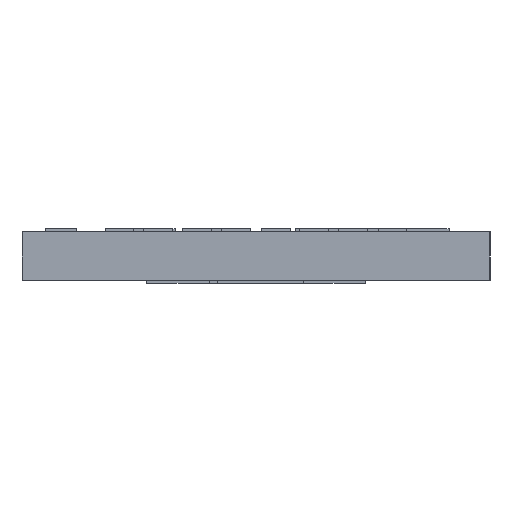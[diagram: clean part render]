
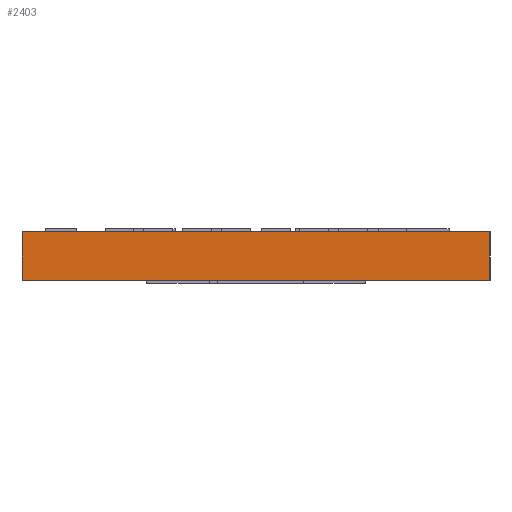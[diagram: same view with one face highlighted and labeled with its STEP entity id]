
A CAD part, left-side view. The second image highlights one B-rep face of the part: STEP entity #2403.
In plain terms, the highlighted planar face has unit normal (-1, 0, 0).
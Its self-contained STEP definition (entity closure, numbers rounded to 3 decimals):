
#238=PLANE('',#2782);
#363=FACE_OUTER_BOUND('',#488,.T.);
#488=EDGE_LOOP('',(#1849,#1850,#1851,#1852));
#711=LINE('',#3909,#914);
#712=LINE('',#3912,#915);
#713=LINE('',#3914,#916);
#714=LINE('',#3915,#917);
#914=VECTOR('',#3238,10.);
#915=VECTOR('',#3241,10.);
#916=VECTOR('',#3242,10.);
#917=VECTOR('',#3243,10.);
#1256=VERTEX_POINT('',#3905);
#1257=VERTEX_POINT('',#3907);
#1258=VERTEX_POINT('',#3911);
#1259=VERTEX_POINT('',#3913);
#1503=EDGE_CURVE('',#1256,#1257,#711,.T.);
#1504=EDGE_CURVE('',#1258,#1256,#712,.T.);
#1505=EDGE_CURVE('',#1259,#1257,#713,.T.);
#1506=EDGE_CURVE('',#1258,#1259,#714,.T.);
#1849=ORIENTED_EDGE('',*,*,#1504,.T.);
#1850=ORIENTED_EDGE('',*,*,#1503,.T.);
#1851=ORIENTED_EDGE('',*,*,#1505,.F.);
#1852=ORIENTED_EDGE('',*,*,#1506,.F.);
#2403=ADVANCED_FACE('',(#363),#238,.T.);
#2782=AXIS2_PLACEMENT_3D('',#3910,#3239,#3240);
#3238=DIRECTION('',(0.,0.,1.));
#3239=DIRECTION('center_axis',(-1.,0.,0.));
#3240=DIRECTION('ref_axis',(0.,-1.,0.));
#3241=DIRECTION('',(0.,-1.,0.));
#3242=DIRECTION('',(0.,-1.,0.));
#3243=DIRECTION('',(0.,0.,1.));
#3905=CARTESIAN_POINT('',(0.,0.,0.));
#3907=CARTESIAN_POINT('',(0.,0.,1.57));
#3909=CARTESIAN_POINT('',(0.,0.,0.));
#3910=CARTESIAN_POINT('Origin',(0.,15.24,0.));
#3911=CARTESIAN_POINT('',(0.,15.24,0.));
#3912=CARTESIAN_POINT('',(0.,15.24,0.));
#3913=CARTESIAN_POINT('',(0.,15.24,1.57));
#3914=CARTESIAN_POINT('',(0.,15.24,1.57));
#3915=CARTESIAN_POINT('',(0.,15.24,0.));
